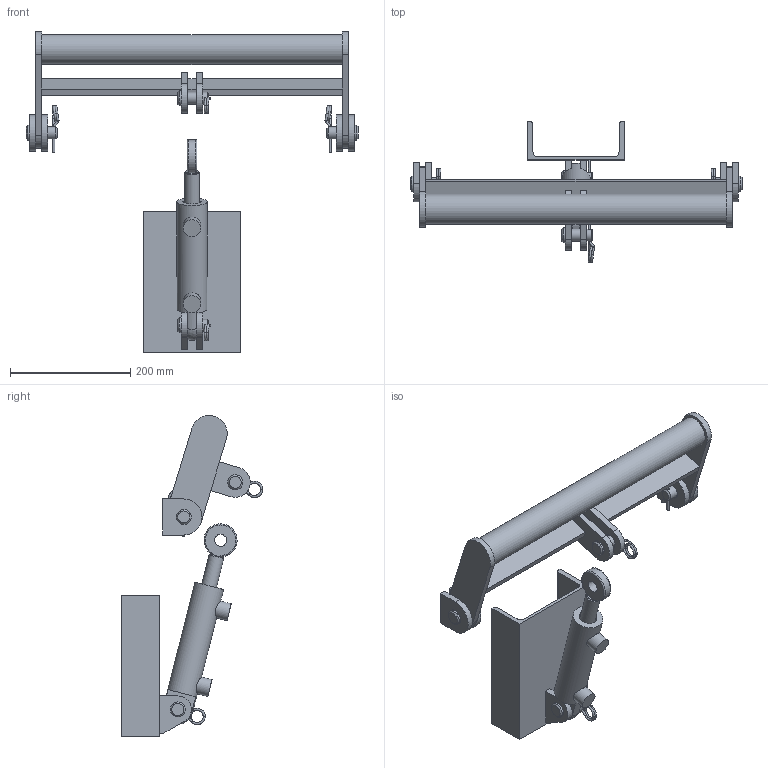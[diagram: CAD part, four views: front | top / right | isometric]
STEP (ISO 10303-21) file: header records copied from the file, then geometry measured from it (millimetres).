
FILE_DESCRIPTION(('FreeCAD Model'),'2;1');
FILE_NAME('Open CASCADE Shape Model','2025-05-07T23:35:48',('FreeCAD'),( 'FreeCAD'),'Open CASCADE STEP processor 7.6','FreeCAD','Unknown');
FILE_SCHEMA(('AUTOMOTIVE_DESIGN { 1 0 10303 214 1 1 1 1 }'));
Length unit declared in the file: millimetre
Products named in the file (1): Open CASCADE STEP translator 7.6 1
Bounding box: 552 x 235.04 x 533.7 mm (x, y, z)
Volume: 2052574.7 mm3; surface area: 583220.3 mm2
Topology: 23 solids, 23 shells, 256 faces, 526 edges, 316 vertices
Faces by surface type: plane 116, cylinder 68, torus 34, cone 29, bspline 8, sphere 1
Full cylindrical faces by diameter (mm): 3.6 x20, 4 x4, 20 x16, 25 x5, 29 x2, 30 x1, 40 x1, 50 x2
Entity records: 7810 total; most frequent: CARTESIAN_POINT 2553, DIRECTION 1086, ORIENTED_EDGE 1036, EDGE_CURVE 518, AXIS2_PLACEMENT_3D 445, VERTEX_POINT 316, FACE_BOUND 298, EDGE_LOOP 298
